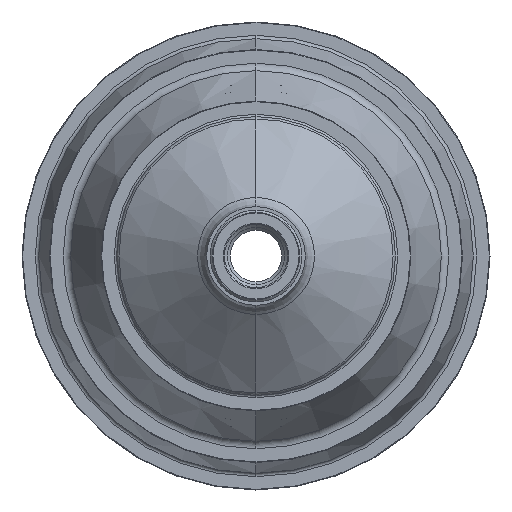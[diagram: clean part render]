
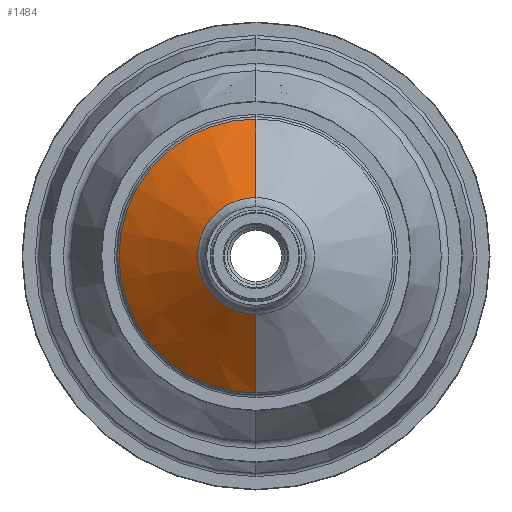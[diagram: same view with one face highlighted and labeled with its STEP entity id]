
A CAD part, left-side view. The second image highlights one B-rep face of the part: STEP entity #1484.
In plain terms, the highlighted conical face has half-angle 53 degrees and reference radius 358.527 mm.
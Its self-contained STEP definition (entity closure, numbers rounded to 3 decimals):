
#115 = EDGE_CURVE ( 'NONE', #2226, #3896, #8625, .T. ) ;
#161 = CARTESIAN_POINT ( 'NONE',  ( 1048.416, 0., -358.527 ) ) ;
#168 = FACE_OUTER_BOUND ( 'NONE', #3033, .T. ) ;
#412 = EDGE_CURVE ( 'NONE', #5435, #3896, #739, .T. ) ;
#739 = LINE ( 'NONE', #3526, #3864 ) ;
#1309 = AXIS2_PLACEMENT_3D ( 'NONE', #8497, #3000, #7808 ) ;
#1374 = DIRECTION ( 'NONE',  ( 0.602, 0., -0.799 ) ) ;
#1399 = CARTESIAN_POINT ( 'NONE',  ( 893.458, 0., -152.891 ) ) ;
#1484 = ADVANCED_FACE ( 'NONE', ( #168 ), #8769, .T. ) ;
#1531 = ORIENTED_EDGE ( 'NONE', *, *, #115, .T. ) ;
#1937 = CARTESIAN_POINT ( 'NONE',  ( 893.458, 0., 0. ) ) ;
#2226 = VERTEX_POINT ( 'NONE', #2945 ) ;
#2336 = AXIS2_PLACEMENT_3D ( 'NONE', #7374, #2901, #7067 ) ;
#2748 = CARTESIAN_POINT ( 'NONE',  ( 893.458, 0., 152.891 ) ) ;
#2901 = DIRECTION ( 'NONE',  ( -1., 0., 0. ) ) ;
#2915 = CIRCLE ( 'NONE', #5544, 152.891 ) ;
#2945 = CARTESIAN_POINT ( 'NONE',  ( 1048.416, 0., 358.527 ) ) ;
#3000 = DIRECTION ( 'NONE',  ( 1., 0., 0. ) ) ;
#3033 = EDGE_LOOP ( 'NONE', ( #3466, #6953, #1531, #5921 ) ) ;
#3396 = VECTOR ( 'NONE', #8121, 1000. ) ;
#3466 = ORIENTED_EDGE ( 'NONE', *, *, #8726, .F. ) ;
#3526 = CARTESIAN_POINT ( 'NONE',  ( 1048.416, 0., -358.527 ) ) ;
#3864 = VECTOR ( 'NONE', #1374, 1000. ) ;
#3896 = VERTEX_POINT ( 'NONE', #161 ) ;
#4559 = CARTESIAN_POINT ( 'NONE',  ( 1048.416, 0., 358.527 ) ) ;
#4620 = VERTEX_POINT ( 'NONE', #2748 ) ;
#5368 = LINE ( 'NONE', #4559, #3396 ) ;
#5435 = VERTEX_POINT ( 'NONE', #1399 ) ;
#5544 = AXIS2_PLACEMENT_3D ( 'NONE', #1937, #6794, #8820 ) ;
#5768 = EDGE_CURVE ( 'NONE', #4620, #2226, #5368, .T. ) ;
#5921 = ORIENTED_EDGE ( 'NONE', *, *, #412, .F. ) ;
#6794 = DIRECTION ( 'NONE',  ( -1., 0., 0. ) ) ;
#6953 = ORIENTED_EDGE ( 'NONE', *, *, #5768, .T. ) ;
#7067 = DIRECTION ( 'NONE',  ( 0., 0., 1. ) ) ;
#7374 = CARTESIAN_POINT ( 'NONE',  ( 1048.416, 0., 0. ) ) ;
#7808 = DIRECTION ( 'NONE',  ( 0., 0., -1. ) ) ;
#8121 = DIRECTION ( 'NONE',  ( 0.602, 0., 0.799 ) ) ;
#8497 = CARTESIAN_POINT ( 'NONE',  ( 1048.416, 0., 0. ) ) ;
#8625 = CIRCLE ( 'NONE', #2336, 358.527 ) ;
#8726 = EDGE_CURVE ( 'NONE', #4620, #5435, #2915, .T. ) ;
#8769 = CONICAL_SURFACE ( 'NONE', #1309, 358.527, 0.925 ) ;
#8820 = DIRECTION ( 'NONE',  ( 0., 0., 1. ) ) ;
